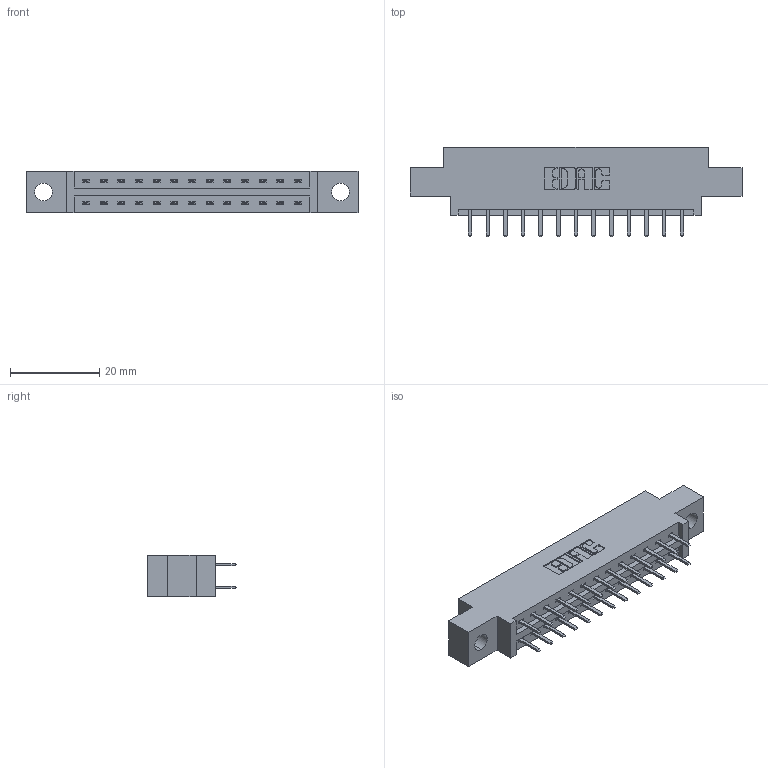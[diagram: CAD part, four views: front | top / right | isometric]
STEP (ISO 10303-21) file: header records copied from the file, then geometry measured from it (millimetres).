
FILE_DESCRIPTION (( 'STEP AP203' ), '1' );
FILE_NAME ('387-026-520-804.STEP', '2018-09-15T22:07:29', ( '' ), ( '' ), 'SwSTEP 2.0', 'SolidWorks 2016', '' );
FILE_SCHEMA (( 'CONFIG_CONTROL_DESIGN' ));
Length unit declared in the file: inch
Products named in the file (3): 387-026-520-804; 337 Part_0.170 Offset - 0.156 Dia-TH; 345-292-001_345-293-120
Assembly tree (27 placements, depth 2):
  387-026-520-804
    337 Part_0.170 Offset - 0.156 Dia-TH
    345-292-001_345-293-120  x26
Bounding box: 74.52 x 20.02 x 9.4 mm (x, y, z)
Volume: 7251.1 mm3; surface area: 7788.3 mm2
Topology: 27 solids, 27 shells, 1626 faces, 4717 edges, 3074 vertices
Faces by surface type: plane 1114, cylinder 512
Entity records: 14079 total; most frequent: CARTESIAN_POINT 2410, ORIENTED_EDGE 2334, DIRECTION 2091, EDGE_CURVE 1167, VECTOR 1035, LINE 1035, VERTEX_POINT 774, AXIS2_PLACEMENT_3D 528
